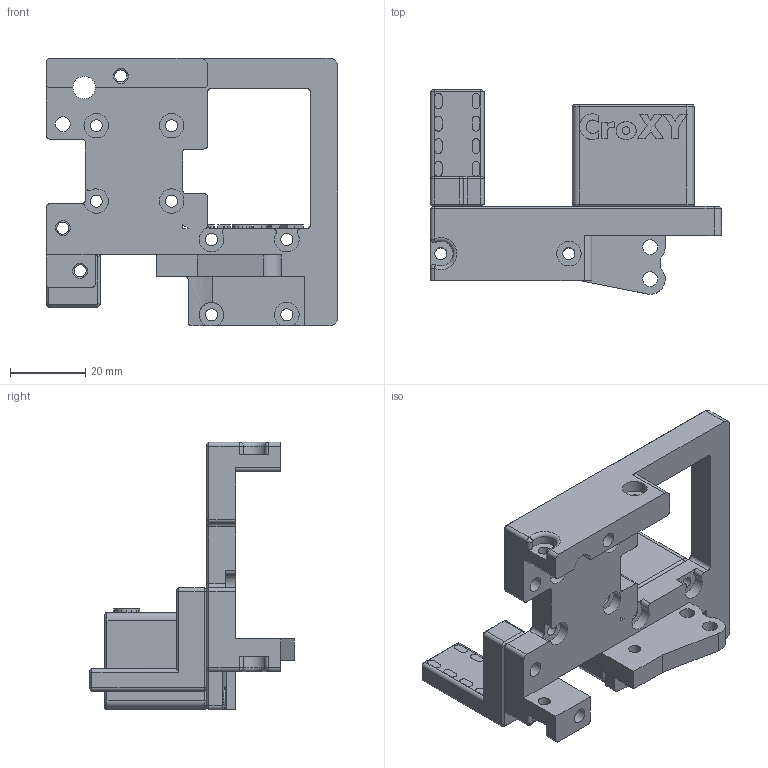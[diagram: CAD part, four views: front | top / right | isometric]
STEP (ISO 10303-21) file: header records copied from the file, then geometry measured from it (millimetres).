
FILE_DESCRIPTION(/* description */ (''),/* implementation_level */ '2;1');
FILE_NAME(/* name */ 'B-Hemera_Spacer-X.stp',/* time_stamp */ '2020-09-12T12:07:36-07:00',/* author */ (''),/* organization */ (''),/* preprocessor_version */ 'ST-DEVELOPER v18.1',/* originating_system */ 'Autodesk Translation Framework v9.3.0.1241',/* authorisation */ '');
FILE_SCHEMA (('AP203_CONFIGURATION_CONTROLLED_3D_DESIGN_OF_MECHANICAL_PARTS_AND_ASSEMBLIES_MIM_LF { 1 0 10303 203 3 1 4 }','AUTOMOTIVE_DESIGN { 1 0 10303 214 3 1 1 }'));
Length unit declared in the file: millimetre
Products named in the file (1): Hemera Mount
Bounding box: 77.25 x 54.31 x 70.99 mm (x, y, z)
Volume: 50207.8 mm3; surface area: 24825.8 mm2
Topology: 3 solids, 3 shells, 431 faces, 1108 edges, 692 vertices
Faces by surface type: plane 176, cylinder 134, bspline 64, cone 35, torus 18, sphere 4
Full cylindrical faces by diameter (mm): 3.2 x20, 4 x6, 6 x1, 6.5 x8
Entity records: 13719 total; most frequent: CARTESIAN_POINT 3397, ORIENTED_EDGE 2192, DIRECTION 2017, EDGE_CURVE 1096, AXIS2_PLACEMENT_3D 689, VERTEX_POINT 688, LINE 639, VECTOR 639
